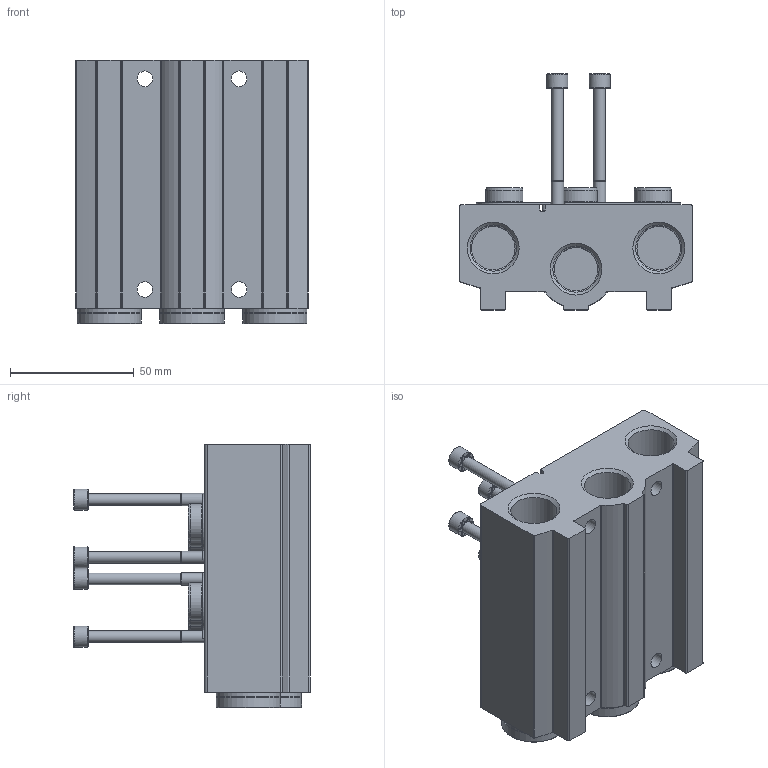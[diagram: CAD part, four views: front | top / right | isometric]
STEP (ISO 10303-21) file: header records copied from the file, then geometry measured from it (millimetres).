
FILE_DESCRIPTION(/* description */ ('STEP AP214'),/* implementation_level */ '2;1');
FILE_NAME(/* name */ '8026377_VABM-B10-30S-G12-2',/* time_stamp */ '2024-09-10T15:38:24+02:00',/* author */ ('License CC BY-ND 4.0'),/* organization */ ('CADENAS'),/* preprocessor_version */ 'ST-DEVELOPER v19.3',/* originating_system */ 'PARTsolutions',/* authorisation */ ' ');
FILE_SCHEMA (('AUTOMOTIVE_DESIGN {1 0 10303 214 3 1 1}'));
Length unit declared in the file: millimetre
Products named in the file (5): 8026377 VABM-B10-30S-G12-2; 8026377 VABM-B10-30S-G12-2---(M); 1658619 VUVS-G3-3---(S); 2191444 F-M5x60-10.9; 3571 B-1/2---(Plug)
Assembly tree (10 placements, depth 2):
  8026377 VABM-B10-30S-G12-2
    8026377 VABM-B10-30S-G12-2---(M)
    1658619 VUVS-G3-3---(S)  x2
    2191444 F-M5x60-10.9  x4
    3571 B-1/2---(Plug)  x3
Bounding box: 94 x 95.4 x 106.35 mm (x, y, z)
Volume: 295596.8 mm3; surface area: 79337.6 mm2
Topology: 10 solids, 10 shells, 480 faces, 1160 edges, 743 vertices
Faces by surface type: plane 228, cylinder 152, cone 81, torus 19
Full cylindrical faces by diameter (mm): 3.5 x1, 4.134 x5, 4.75 x4, 5 x4, 6.3 x4, 8.5 x4, 9 x6, 12 x6, 15.1 x6, 17.6 x3, 18.1 x6, 18.631 x6, 20.955 x3, 23.4 x3, 26 x6
Entity records: 7717 total; most frequent: CARTESIAN_POINT 1400, DIRECTION 1342, ORIENTED_EDGE 1106, EDGE_CURVE 553, AXIS2_PLACEMENT_3D 527, FACE_BOUND 422, EDGE_LOOP 416, VERTEX_POINT 413
